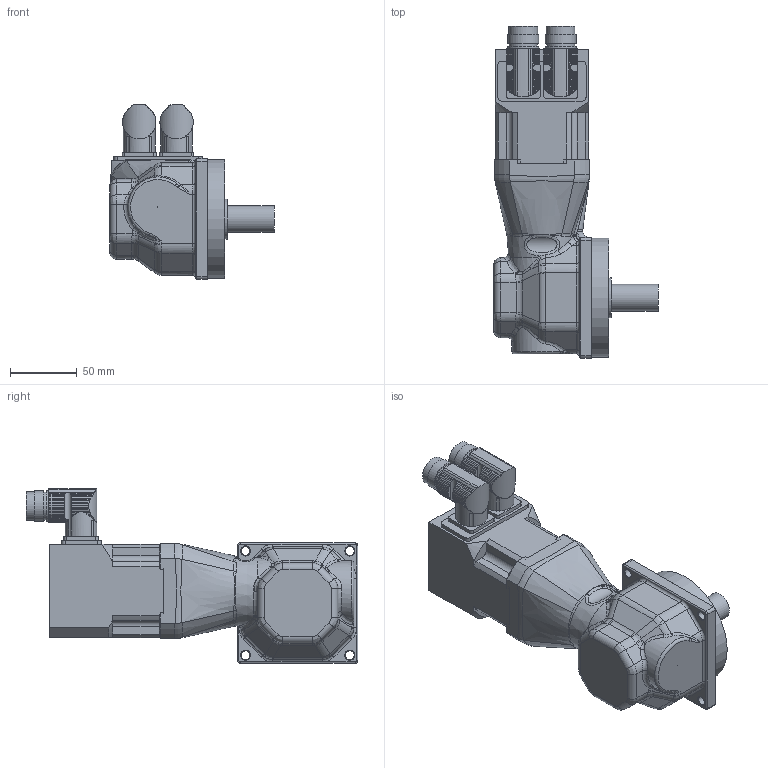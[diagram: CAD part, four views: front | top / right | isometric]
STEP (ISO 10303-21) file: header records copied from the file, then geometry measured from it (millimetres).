
FILE_DESCRIPTION(/* description */ (''),/* implementation_level */ '2;1');
FILE_NAME(/* name */ 'KSG2104Q_R4_DED55',/* time_stamp */ '2009-02-06T14:16:02+01:00',/* author */ (''),/* organization */ (''),/* preprocessor_version */ 'ST-DEVELOPER v8',/* originating_system */ 'UNIGRAPHICS SOLUTIONS - UNIGRAPHICS 18.0',/* authorisation */ '');
FILE_SCHEMA (('AUTOMOTIVE_DESIGN { 1 2 10303 214 0 1 1 1 }'));
Products named in the file (3): Winkelflanschdose_0; Getrrumpf_SG210_DED_0; KSG2104Q_R4_DED55_0
Assembly tree (3 placements, depth 2):
  KSG2104Q_R4_DED55_0
    Getrrumpf_SG210_DED_0
    Winkelflanschdose_0  x2
Bounding box: 123 x 248.15 x 130.49 mm (x, y, z)
Volume: 809073.4 mm3; surface area: 137202.4 mm2
Topology: 4 solids, 12 shells, 1064 faces, 2778 edges, 1730 vertices
Faces by surface type: cylinder 534, bspline 214, plane 177, cone 74, torus 49, sphere 16
Full cylindrical faces by diameter (mm): 0.092 x1, 3.3 x8, 4.2 x16, 6.6 x4, 16 x2, 20 x3, 21 x2, 21.5 x2, 23 x4, 30 x1, 34 x1, 37 x2, 40 x2, 40.001 x2, 41.2 x1, 42 x1, 63 x1, 65 x1, 68 x1, 89 x1
Entity records: 64103 total; most frequent: CARTESIAN_POINT 44892, ORIENTED_EDGE 4264, DIRECTION 3362, EDGE_CURVE 2132, AXIS2_PLACEMENT_3D 1383, VERTEX_POINT 1382, EDGE_LOOP 1014, ADVANCED_FACE 900
